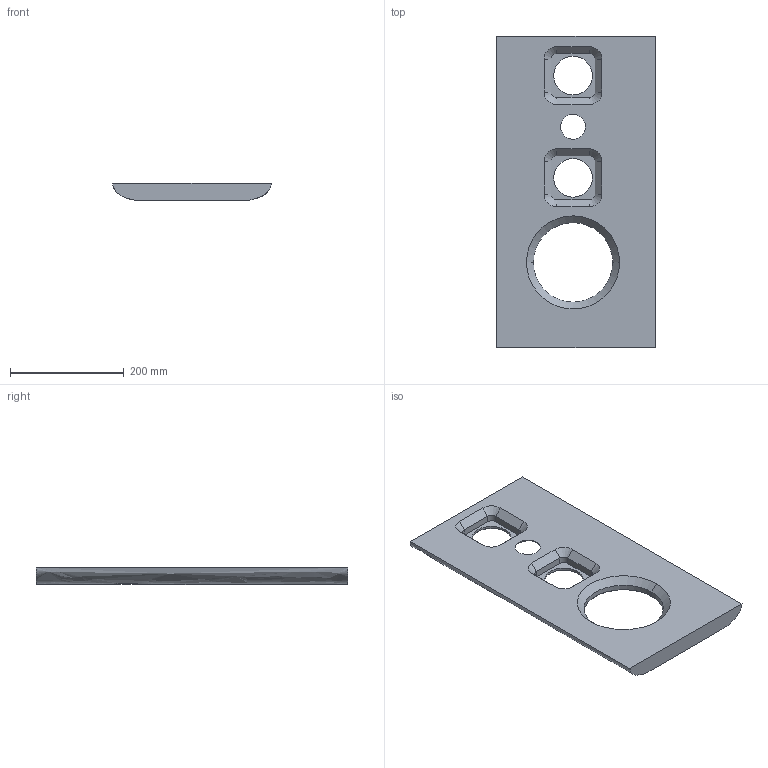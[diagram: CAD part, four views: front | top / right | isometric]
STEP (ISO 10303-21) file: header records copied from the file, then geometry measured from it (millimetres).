
FILE_DESCRIPTION (( 'STEP AP203' ), '1' );
FILE_NAME ('Facade 2.STEP', '2022-01-10T18:39:04', ( '' ), ( '' ), 'SwSTEP 2.0', 'SolidWorks 2018', '' );
FILE_SCHEMA (( 'CONFIG_CONTROL_DESIGN' ));
Length unit declared in the file: millimetre
Products named in the file (1): Facade 2
Bounding box: 279 x 548 x 30 mm (x, y, z)
Volume: 3081112.2 mm3; surface area: 313761.3 mm2
Topology: 1 solids, 1 shells, 68 faces, 168 edges, 102 vertices
Faces by surface type: plane 24, cone 18, cylinder 16, bspline 10
Entity records: 3396 total; most frequent: CARTESIAN_POINT 1742, ORIENTED_EDGE 336, DIRECTION 322, EDGE_CURVE 168, AXIS2_PLACEMENT_3D 119, VERTEX_POINT 102, LINE 84, VECTOR 84
